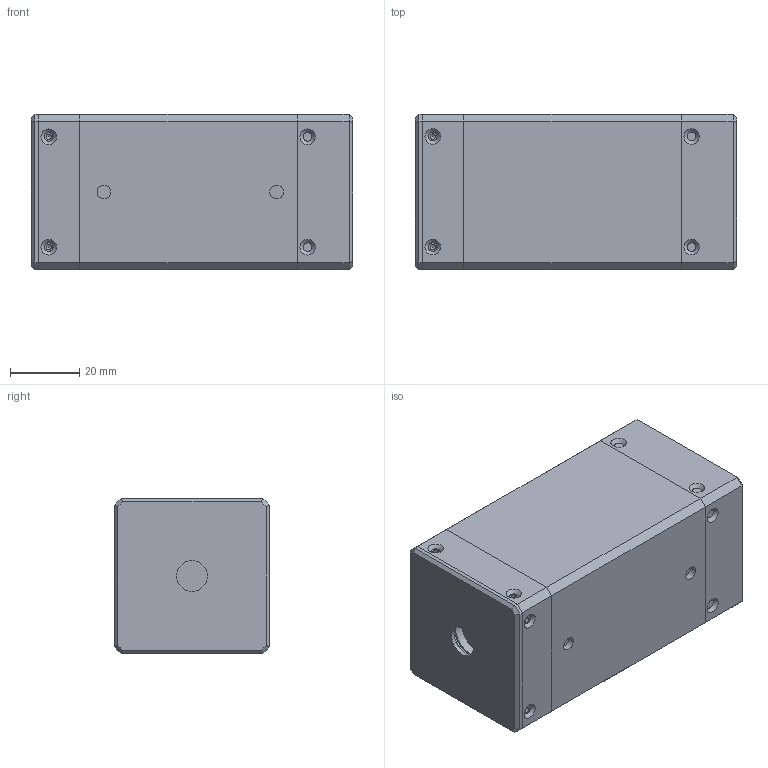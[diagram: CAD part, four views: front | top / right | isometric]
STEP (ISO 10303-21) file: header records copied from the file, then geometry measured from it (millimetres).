
FILE_DESCRIPTION(/* description */ (''),/* implementation_level */ '2;1');
FILE_NAME(/* name */ 'LPA cad.step',/* time_stamp */ '2018-08-10T09:06:45+03:00',/* author */ (''),/* organization */ (''),/* preprocessor_version */ 'ST-DEVELOPER v17',/* originating_system */ 'Autodesk Translation Framework v7.1.0.215',/* authorisation */ '');
FILE_SCHEMA (('AUTOMOTIVE_DESIGN { 1 0 10303 214 3 1 1 }'));
Length unit declared in the file: millimetre
Products named in the file (5): 2LPA; BDS-003-00; BDS-027-00; BDS-033-00; BDS-034-00
Assembly tree (4 placements, depth 2):
  2LPA
    BDS-003-00
    BDS-027-00
    BDS-033-00
    BDS-034-00
Bounding box: 93 x 45 x 45 mm (x, y, z)
Volume: 168091.7 mm3; surface area: 60881.2 mm2
Topology: 4 solids, 4 shells, 249 faces, 691 edges, 457 vertices
Faces by surface type: plane 128, cylinder 89, cone 32
Full cylindrical faces by diameter (mm): 1.567 x30, 4 x6, 8.5 x2, 9 x3, 12.7 x2, 12.8 x2, 13 x1, 14 x2, 16 x2
Entity records: 8289 total; most frequent: DIRECTION 1471, CARTESIAN_POINT 1398, ORIENTED_EDGE 1354, EDGE_CURVE 677, AXIS2_PLACEMENT_3D 538, VERTEX_POINT 457, LINE 395, VECTOR 395
